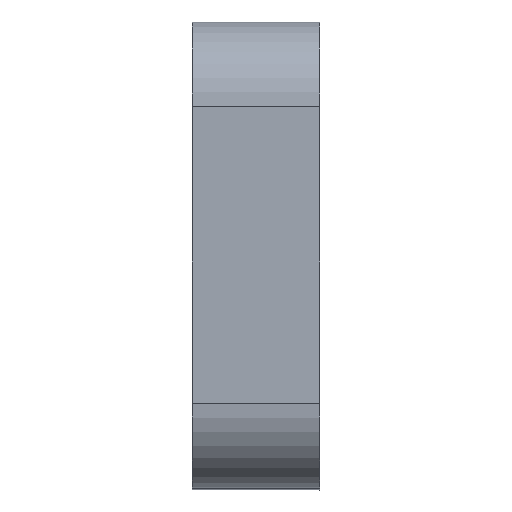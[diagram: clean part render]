
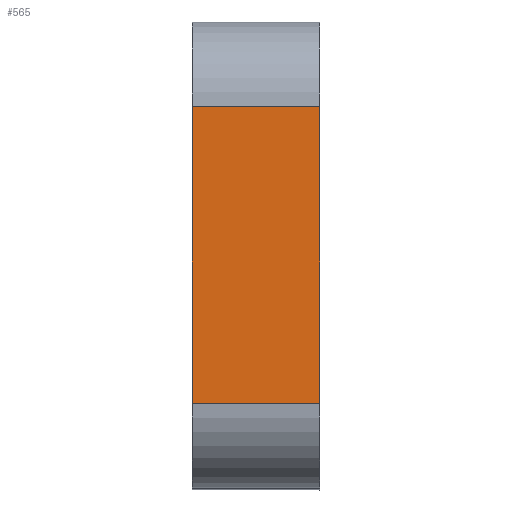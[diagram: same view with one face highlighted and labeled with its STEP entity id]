
A CAD part, top view. The second image highlights one B-rep face of the part: STEP entity #565.
In plain terms, the highlighted planar face has unit normal (0, 0, 1).
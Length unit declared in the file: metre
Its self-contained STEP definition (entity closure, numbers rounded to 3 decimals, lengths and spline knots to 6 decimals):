
#45=LINE('',#864,#73);
#63=LINE('',#972,#91);
#64=LINE('',#974,#92);
#65=LINE('',#976,#93);
#73=VECTOR('',#684,1.);
#91=VECTOR('',#816,1.);
#92=VECTOR('',#819,1.);
#93=VECTOR('',#820,1.);
#196=ORIENTED_EDGE('',*,*,#283,.F.);
#197=ORIENTED_EDGE('',*,*,#239,.F.);
#198=ORIENTED_EDGE('',*,*,#282,.F.);
#199=ORIENTED_EDGE('',*,*,#284,.T.);
#239=EDGE_CURVE('',#303,#293,#45,.T.);
#282=EDGE_CURVE('',#336,#303,#63,.T.);
#283=EDGE_CURVE('',#293,#337,#64,.T.);
#284=EDGE_CURVE('',#336,#337,#65,.T.);
#293=VERTEX_POINT('',#843);
#303=VERTEX_POINT('',#863);
#336=VERTEX_POINT('',#971);
#337=VERTEX_POINT('',#975);
#435=EDGE_LOOP('',(#196,#197,#198,#199));
#505=FACE_BOUND('',#435,.T.);
#530=PLANE('',#649);
#565=ADVANCED_FACE('',(#505),#530,.T.);
#649=AXIS2_PLACEMENT_3D('',#973,#817,#818);
#684=DIRECTION('',(0.,1.,0.));
#816=DIRECTION('',(-1.,0.,0.));
#817=DIRECTION('',(0.,0.,1.));
#818=DIRECTION('',(0.,-1.,0.));
#819=DIRECTION('',(1.,0.,0.));
#820=DIRECTION('',(0.,1.,0.));
#843=CARTESIAN_POINT('',(-0.055016,0.02,0.073916));
#863=CARTESIAN_POINT('',(-0.055016,-0.05,0.073916));
#864=CARTESIAN_POINT('',(-0.055016,-0.055,0.073916));
#971=CARTESIAN_POINT('',(-0.025016,-0.05,0.073916));
#972=CARTESIAN_POINT('',(-0.055016,-0.05,0.073916));
#973=CARTESIAN_POINT('',(-0.055016,-0.05,0.073916));
#974=CARTESIAN_POINT('',(-0.055016,0.02,0.073916));
#975=CARTESIAN_POINT('',(-0.025016,0.02,0.073916));
#976=CARTESIAN_POINT('',(-0.025016,-0.055,0.073916));
